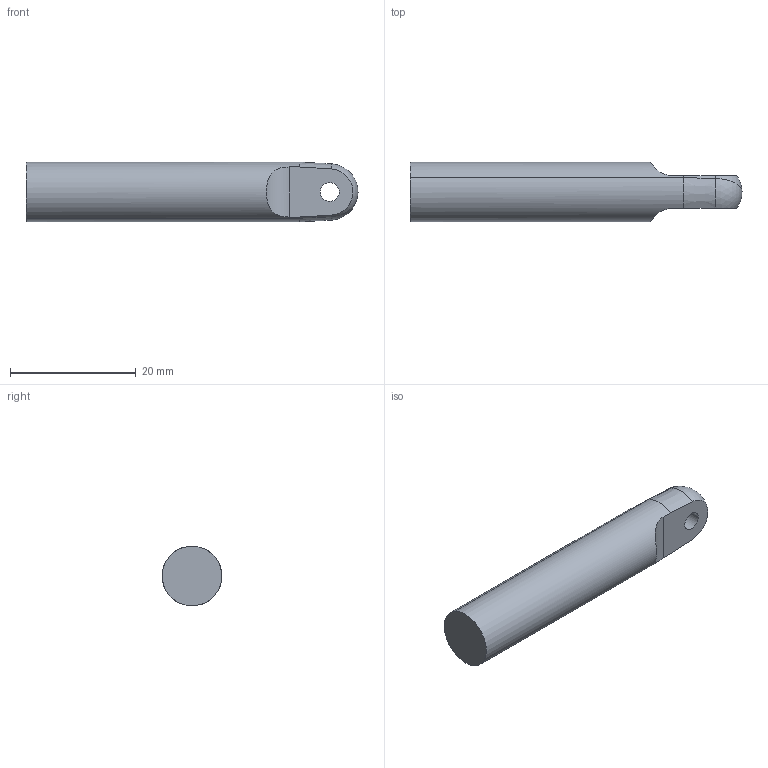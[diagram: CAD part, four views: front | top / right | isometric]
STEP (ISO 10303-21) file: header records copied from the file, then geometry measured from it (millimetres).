
FILE_DESCRIPTION(('CATIA V5 STEP Exchange'),'2;1');
FILE_NAME('Mirobot_Air_Spring_2.stp','2020-05-03T19:57:22+00:00',('none'),('none'),'CATIA Version 5-6 Release 2017 SP2 HF65','CATIA V5 STEP AP203 v0','none');
FILE_SCHEMA(('CONFIG_CONTROL_DESIGN'));
Length unit declared in the file: millimetre
Products named in the file (1): Mirobot_CAD
Bounding box: 52.89 x 9.5 x 9.5 mm (x, y, z)
Volume: 3319.3 mm3; surface area: 1644.7 mm2
Topology: 1 solids, 1 shells, 15 faces, 38 edges, 25 vertices
Faces by surface type: cylinder 6, cone 4, plane 3, sphere 2
Entity records: 538 total; most frequent: CARTESIAN_POINT 176, ORIENTED_EDGE 72, DIRECTION 48, EDGE_CURVE 36, AXIS2_PLACEMENT_3D 27, VERTEX_POINT 23, EDGE_LOOP 17, CIRCLE 16
